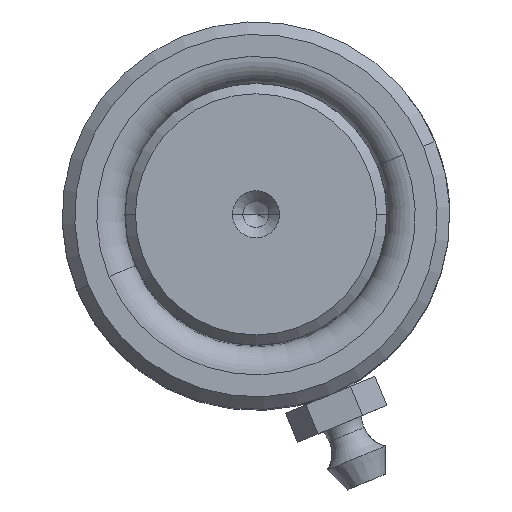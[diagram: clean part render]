
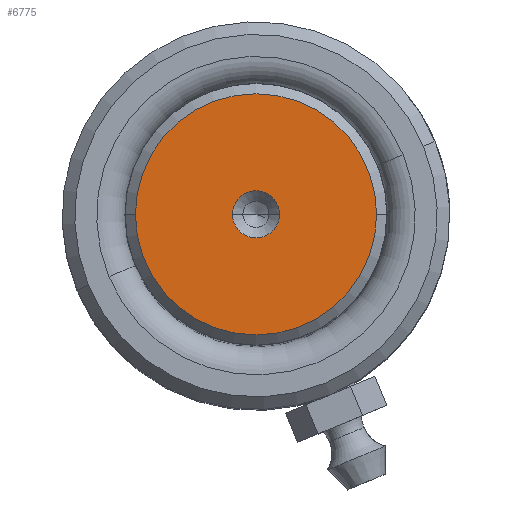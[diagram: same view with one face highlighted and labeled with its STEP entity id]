
A CAD part, top view. The second image highlights one B-rep face of the part: STEP entity #6775.
In plain terms, the highlighted planar face has unit normal (0, 0, 1).
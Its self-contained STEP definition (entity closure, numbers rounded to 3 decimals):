
#195 = DIRECTION ( 'NONE',  ( 1., 0., 0. ) ) ;
#461 = CARTESIAN_POINT ( 'NONE',  ( 0., 0., 130. ) ) ;
#626 = CARTESIAN_POINT ( 'NONE',  ( 0., 0., 130. ) ) ;
#645 = VERTEX_POINT ( 'NONE', #5289 ) ;
#888 = CARTESIAN_POINT ( 'NONE',  ( 0., 0., 130. ) ) ;
#1386 = VERTEX_POINT ( 'NONE', #5669 ) ;
#1503 = DIRECTION ( 'NONE',  ( 1., 0., 0. ) ) ;
#2016 = CIRCLE ( 'NONE', #2167, 11.509 ) ;
#2167 = AXIS2_PLACEMENT_3D ( 'NONE', #461, #7306, #2854 ) ;
#2213 = EDGE_CURVE ( 'NONE', #1386, #4755, #3393, .T. ) ;
#2404 = AXIS2_PLACEMENT_3D ( 'NONE', #7201, #5548, #2755 ) ;
#2452 = CIRCLE ( 'NONE', #6822, 2.25 ) ;
#2466 = CARTESIAN_POINT ( 'NONE',  ( -2.25, 0., 130. ) ) ;
#2568 = PLANE ( 'NONE',  #2404 ) ;
#2602 = EDGE_CURVE ( 'NONE', #4755, #1386, #2016, .T. ) ;
#2755 = DIRECTION ( 'NONE',  ( 1., 0., 0. ) ) ;
#2843 = ORIENTED_EDGE ( 'NONE', *, *, #2213, .T. ) ;
#2854 = DIRECTION ( 'NONE',  ( 1., 0., 0. ) ) ;
#3210 = DIRECTION ( 'NONE',  ( 0., 0., 1. ) ) ;
#3280 = EDGE_LOOP ( 'NONE', ( #6671, #5725 ) ) ;
#3393 = CIRCLE ( 'NONE', #7106, 11.509 ) ;
#3591 = CARTESIAN_POINT ( 'NONE',  ( 0., 0., 130. ) ) ;
#3878 = EDGE_CURVE ( 'NONE', #6353, #645, #2452, .T. ) ;
#4130 = FACE_BOUND ( 'NONE', #3280, .T. ) ;
#4162 = DIRECTION ( 'NONE',  ( 0., 0., 1. ) ) ;
#4228 = CARTESIAN_POINT ( 'NONE',  ( 11.509, 0., 130. ) ) ;
#4671 = DIRECTION ( 'NONE',  ( 0., 0., 1. ) ) ;
#4755 = VERTEX_POINT ( 'NONE', #4228 ) ;
#5281 = CIRCLE ( 'NONE', #7258, 2.25 ) ;
#5289 = CARTESIAN_POINT ( 'NONE',  ( 2.25, 0., 130. ) ) ;
#5548 = DIRECTION ( 'NONE',  ( 0., 0., 1. ) ) ;
#5629 = EDGE_LOOP ( 'NONE', ( #2843, #6879 ) ) ;
#5669 = CARTESIAN_POINT ( 'NONE',  ( -11.509, 0., 130. ) ) ;
#5725 = ORIENTED_EDGE ( 'NONE', *, *, #3878, .F. ) ;
#5812 = DIRECTION ( 'NONE',  ( 1., 0., 0. ) ) ;
#6253 = EDGE_CURVE ( 'NONE', #645, #6353, #5281, .T. ) ;
#6353 = VERTEX_POINT ( 'NONE', #2466 ) ;
#6609 = FACE_OUTER_BOUND ( 'NONE', #5629, .T. ) ;
#6671 = ORIENTED_EDGE ( 'NONE', *, *, #6253, .F. ) ;
#6775 = ADVANCED_FACE ( 'NONE', ( #4130, #6609 ), #2568, .T. ) ;
#6822 = AXIS2_PLACEMENT_3D ( 'NONE', #888, #3210, #1503 ) ;
#6879 = ORIENTED_EDGE ( 'NONE', *, *, #2602, .T. ) ;
#7106 = AXIS2_PLACEMENT_3D ( 'NONE', #626, #4671, #5812 ) ;
#7201 = CARTESIAN_POINT ( 'NONE',  ( 0., 0., 130. ) ) ;
#7258 = AXIS2_PLACEMENT_3D ( 'NONE', #3591, #4162, #195 ) ;
#7306 = DIRECTION ( 'NONE',  ( 0., 0., 1. ) ) ;
